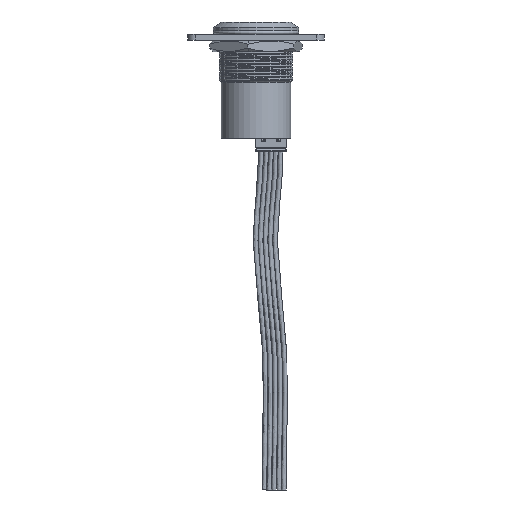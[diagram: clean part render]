
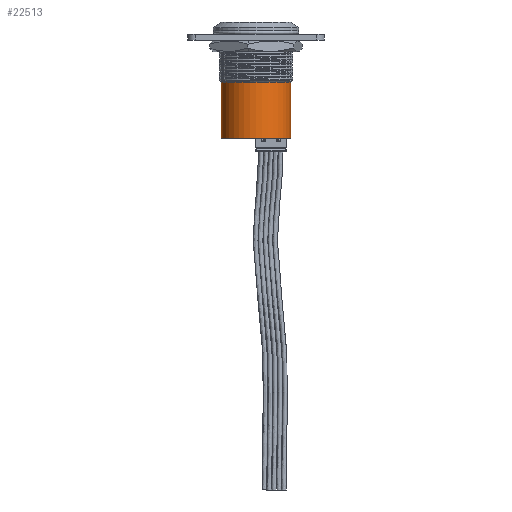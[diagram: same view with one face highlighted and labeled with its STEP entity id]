
A CAD part, front view. The second image highlights one B-rep face of the part: STEP entity #22513.
In plain terms, the highlighted cylindrical face has radius 8.9 mm (diameter 17.8 mm), a partial arc.
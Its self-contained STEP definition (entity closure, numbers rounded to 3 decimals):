
#1104 = DIRECTION ( 'NONE',  ( 1., 0., 0. ) ) ;
#1948 = CARTESIAN_POINT ( 'NONE',  ( 8.9, 0., -10.8 ) ) ;
#2143 = DIRECTION ( 'NONE',  ( 0., 0., 1. ) ) ;
#2724 = EDGE_CURVE ( 'NONE', #37684, #13181, #7566, .T. ) ;
#2765 = ORIENTED_EDGE ( 'NONE', *, *, #13174, .T. ) ;
#3627 = EDGE_LOOP ( 'NONE', ( #37848, #2765, #39256, #31162 ) ) ;
#4685 = VERTEX_POINT ( 'NONE', #6619 ) ;
#6611 = EDGE_CURVE ( 'NONE', #8139, #4685, #22753, .T. ) ;
#6619 = CARTESIAN_POINT ( 'NONE',  ( -8.9, 0., -10.8 ) ) ;
#7566 = LINE ( 'NONE', #29416, #17152 ) ;
#8139 = VERTEX_POINT ( 'NONE', #15812 ) ;
#10225 = CIRCLE ( 'NONE', #36416, 8.9 ) ;
#13174 = EDGE_CURVE ( 'NONE', #8139, #37684, #10225, .T. ) ;
#13181 = VERTEX_POINT ( 'NONE', #1948 ) ;
#13289 = AXIS2_PLACEMENT_3D ( 'NONE', #31018, #25241, #28810 ) ;
#14887 = VECTOR ( 'NONE', #16112, 1000. ) ;
#15812 = CARTESIAN_POINT ( 'NONE',  ( -8.9, 0., -25.1 ) ) ;
#16112 = DIRECTION ( 'NONE',  ( 0., 0., 1. ) ) ;
#16342 = CARTESIAN_POINT ( 'NONE',  ( 0., 0., 14.615 ) ) ;
#16700 = CARTESIAN_POINT ( 'NONE',  ( -8.9, 0., 14.615 ) ) ;
#17152 = VECTOR ( 'NONE', #31618, 1000. ) ;
#19956 = CYLINDRICAL_SURFACE ( 'NONE', #38928, 8.9 ) ;
#22513 = ADVANCED_FACE ( 'NONE', ( #26214 ), #19956, .T. ) ;
#22526 = CARTESIAN_POINT ( 'NONE',  ( 8.9, 0., -25.1 ) ) ;
#22753 = LINE ( 'NONE', #16700, #14887 ) ;
#22859 = CARTESIAN_POINT ( 'NONE',  ( 0., 0., -25.1 ) ) ;
#23089 = EDGE_CURVE ( 'NONE', #4685, #13181, #31191, .T. ) ;
#25241 = DIRECTION ( 'NONE',  ( 0., 0., 1. ) ) ;
#26214 = FACE_OUTER_BOUND ( 'NONE', #3627, .T. ) ;
#28810 = DIRECTION ( 'NONE',  ( 1., 0., 0. ) ) ;
#29416 = CARTESIAN_POINT ( 'NONE',  ( 8.9, 0., 14.615 ) ) ;
#31018 = CARTESIAN_POINT ( 'NONE',  ( 0., 0., -10.8 ) ) ;
#31162 = ORIENTED_EDGE ( 'NONE', *, *, #23089, .F. ) ;
#31191 = CIRCLE ( 'NONE', #13289, 8.9 ) ;
#31618 = DIRECTION ( 'NONE',  ( 0., 0., 1. ) ) ;
#35620 = DIRECTION ( 'NONE',  ( 1., 0., 0. ) ) ;
#36416 = AXIS2_PLACEMENT_3D ( 'NONE', #22859, #2143, #35620 ) ;
#37684 = VERTEX_POINT ( 'NONE', #22526 ) ;
#37792 = DIRECTION ( 'NONE',  ( 0., 0., 1. ) ) ;
#37848 = ORIENTED_EDGE ( 'NONE', *, *, #6611, .F. ) ;
#38928 = AXIS2_PLACEMENT_3D ( 'NONE', #16342, #37792, #1104 ) ;
#39256 = ORIENTED_EDGE ( 'NONE', *, *, #2724, .T. ) ;
